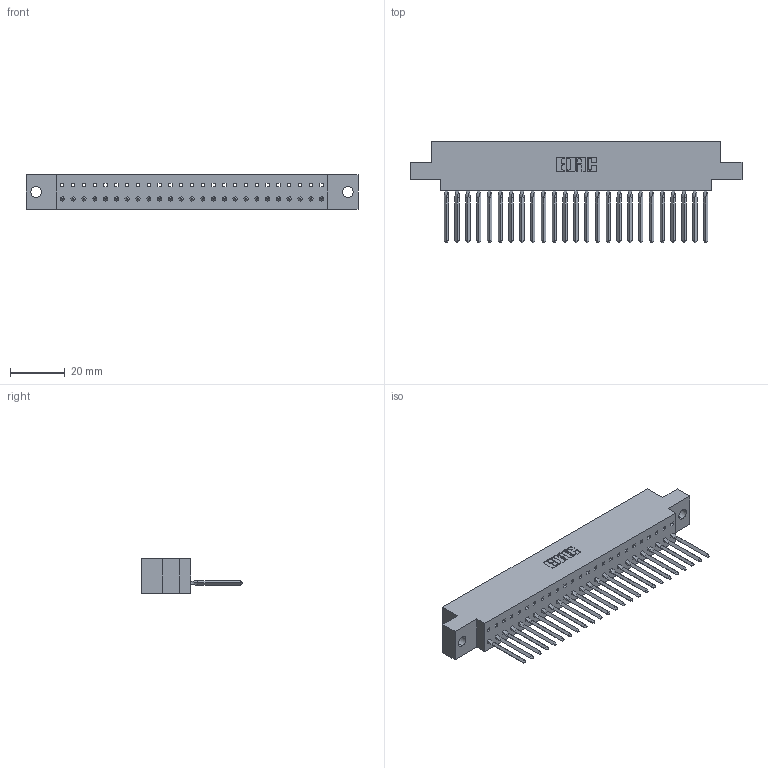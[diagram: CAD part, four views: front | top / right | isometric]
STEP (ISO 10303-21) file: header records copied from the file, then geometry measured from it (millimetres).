
FILE_DESCRIPTION (( 'STEP AP203' ), '1' );
FILE_NAME ('317-025-542-604.STEP', '2020-02-27T18:24:07', ( '' ), ( '' ), 'SwSTEP 2.0', 'SolidWorks 2016', '' );
FILE_SCHEMA (( 'CONFIG_CONTROL_DESIGN' ));
Length unit declared in the file: inch
Products named in the file (3): 317-025-542-604; 317-290-003_542; 317 Part_.156 Dia - TH
Assembly tree (26 placements, depth 2):
  317-025-542-604
    317 Part_.156 Dia - TH
    317-290-003_542  x25
Bounding box: 121.77 x 37.34 x 12.7 mm (x, y, z)
Volume: 18269.9 mm3; surface area: 21710.2 mm2
Topology: 26 solids, 26 shells, 1977 faces, 5700 edges, 3682 vertices
Faces by surface type: plane 1658, cylinder 219, bspline 100
Entity records: 36729 total; most frequent: CARTESIAN_POINT 6768, ORIENTED_EDGE 6456, DIRECTION 5410, EDGE_CURVE 3228, LINE 3058, VECTOR 3058, VERTEX_POINT 2146, AXIS2_PLACEMENT_3D 1176
